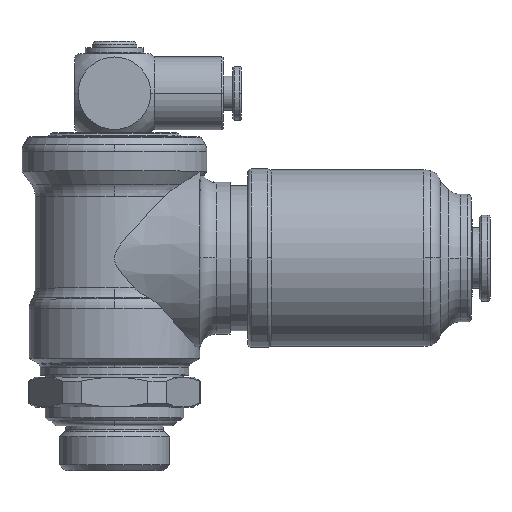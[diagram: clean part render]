
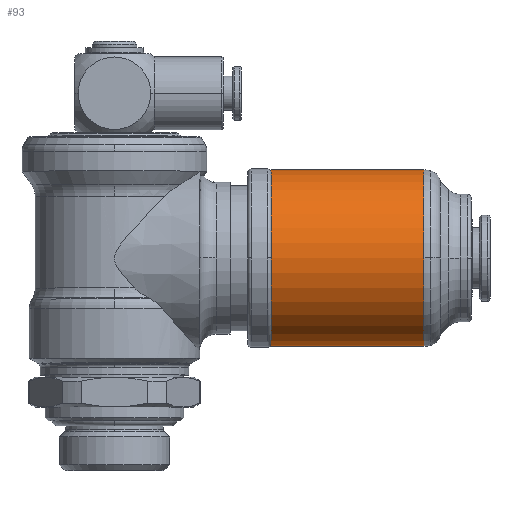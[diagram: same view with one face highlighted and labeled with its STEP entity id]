
A CAD part, top view. The second image highlights one B-rep face of the part: STEP entity #93.
In plain terms, the highlighted cylindrical face has radius 13.35 mm (diameter 26.7 mm), a partial arc.
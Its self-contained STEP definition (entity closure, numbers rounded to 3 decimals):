
#93=ADVANCED_FACE('',(#328),#329,.T.);
#328=FACE_OUTER_BOUND('',#727,.T.);
#329=CYLINDRICAL_SURFACE('',#728,13.35);
#727=EDGE_LOOP('',(#1408,#1409,#1410,#1411,#1412));
#728=AXIS2_PLACEMENT_3D('',#1413,#1414,#1415);
#1408=ORIENTED_EDGE('',*,*,#2727,.F.);
#1409=ORIENTED_EDGE('',*,*,#2728,.T.);
#1410=ORIENTED_EDGE('',*,*,#2729,.F.);
#1411=ORIENTED_EDGE('',*,*,#2730,.F.);
#1412=ORIENTED_EDGE('',*,*,#2725,.F.);
#1413=CARTESIAN_POINT('',(35.275,32.15,0.0));
#1414=DIRECTION('',(1.0,0.0,0.0));
#1415=DIRECTION('',(0.0,1.0,0.0));
#2725=EDGE_CURVE('',#3356,#3358,#3359,.T.);
#2727=EDGE_CURVE('',#3361,#3356,#3362,.T.);
#2728=EDGE_CURVE('',#3361,#3363,#3364,.T.);
#2729=EDGE_CURVE('',#3365,#3363,#3366,.T.);
#2730=EDGE_CURVE('',#3358,#3365,#3367,.T.);
#3356=VERTEX_POINT('',#4344);
#3358=VERTEX_POINT('',#4346);
#3359=CIRCLE('',#4347,13.35);
#3361=VERTEX_POINT('',#4349);
#3362=LINE('',#4350,#4351);
#3363=VERTEX_POINT('',#4352);
#3364=CIRCLE('',#4353,13.35);
#3365=VERTEX_POINT('',#4354);
#3366=LINE('',#4355,#4356);
#3367=CIRCLE('',#4357,13.35);
#4344=CARTESIAN_POINT('',(46.85,45.5,0.0));
#4346=CARTESIAN_POINT('',(46.85,32.15,13.35));
#4347=AXIS2_PLACEMENT_3D('',#5735,#5736,#5737);
#4349=CARTESIAN_POINT('',(23.7,45.5,0.0));
#4350=CARTESIAN_POINT('',(35.275,45.5,0.));
#4351=VECTOR('',#5741,1.0);
#4352=CARTESIAN_POINT('',(23.7,18.8,0.));
#4353=AXIS2_PLACEMENT_3D('',#5742,#5743,#5744);
#4354=CARTESIAN_POINT('',(46.85,18.8,0.));
#4355=CARTESIAN_POINT('',(35.275,18.8,0.));
#4356=VECTOR('',#5745,1.0);
#4357=AXIS2_PLACEMENT_3D('',#5746,#5747,#5748);
#5735=CARTESIAN_POINT('',(46.85,32.15,0.0));
#5736=DIRECTION('',(1.0,0.0,0.0));
#5737=DIRECTION('',(0.0,1.0,0.0));
#5741=DIRECTION('',(1.0,0.0,0.0));
#5742=CARTESIAN_POINT('',(23.7,32.15,0.0));
#5743=DIRECTION('',(1.0,0.0,0.0));
#5744=DIRECTION('',(0.0,1.0,0.0));
#5745=DIRECTION('',(-1.0,-0.0,-0.0));
#5746=CARTESIAN_POINT('',(46.85,32.15,0.0));
#5747=DIRECTION('',(1.0,0.0,0.0));
#5748=DIRECTION('',(0.0,1.0,0.0));
